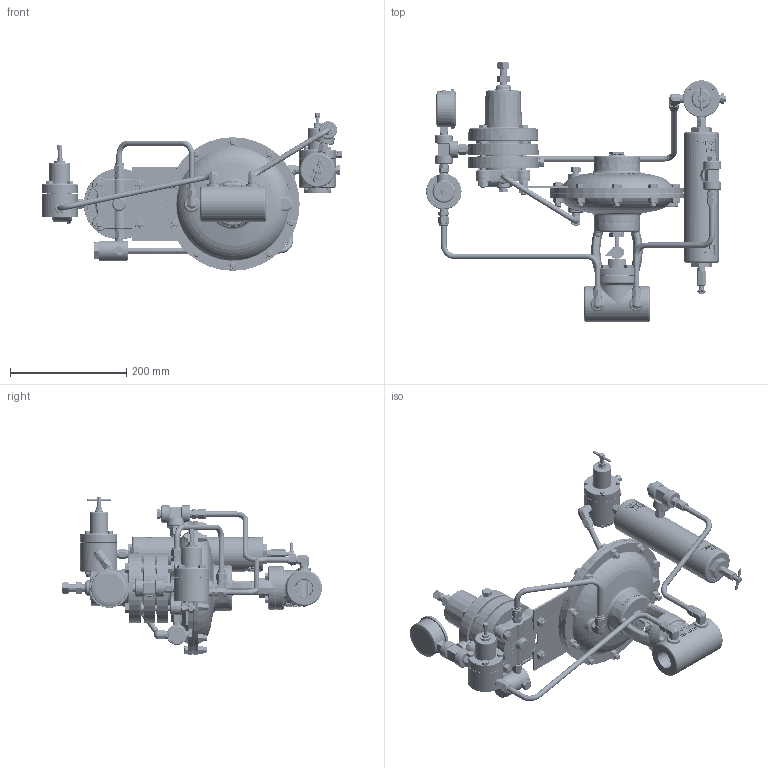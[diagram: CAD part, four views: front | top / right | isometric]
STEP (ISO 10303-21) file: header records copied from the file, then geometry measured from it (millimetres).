
FILE_DESCRIPTION (( 'STEP AP214' ), '1' );
FILE_NAME ('0000001875.STEP', '2024-09-30T18:22:04', ( '' ), ( '' ), 'SwSTEP 2.0', 'SolidWorks 2019', '' );
FILE_SCHEMA (( 'AUTOMOTIVE_DESIGN' ));
Length unit declared in the file: inch
Products named in the file (1): 0000001875
Bounding box: 515.89 x 447.64 x 271.06 mm (x, y, z)
Volume: 5253810.9 mm3; surface area: 551970.7 mm2
Topology: 1 solids, 1 shells, 7595 faces, 19652 edges, 12348 vertices
Faces by surface type: plane 2994, bspline 2256, cylinder 923, cone 914, torus 417, sphere 91
Entity records: 402504 total; most frequent: CARTESIAN_POINT 169809, ORIENTED_EDGE 39078, DIRECTION 27967, EDGE_CURVE 19539, VERTEX_POINT 12348, AXIS2_PLACEMENT_3D 9800, VECTOR 8367, LINE 8367
